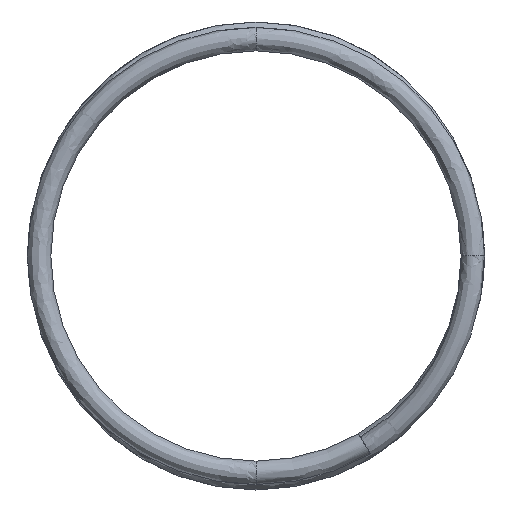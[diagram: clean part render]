
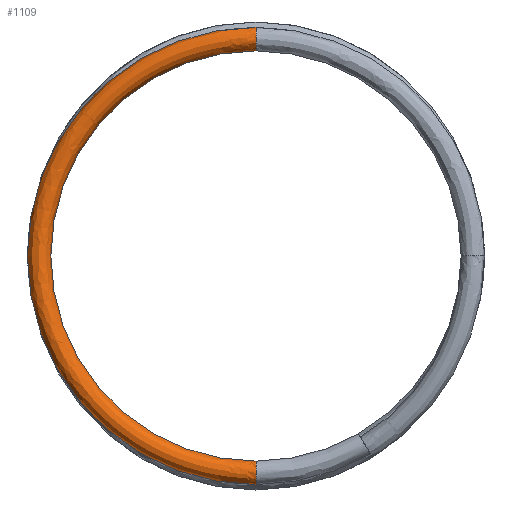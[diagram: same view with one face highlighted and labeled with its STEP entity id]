
A CAD part, front view. The second image highlights one B-rep face of the part: STEP entity #1109.
In plain terms, the highlighted free-form (B-spline) face has degree [3, 3] with [4, 4] control points.
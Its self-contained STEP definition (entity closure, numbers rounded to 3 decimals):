
#24 = CARTESIAN_POINT ( 'NONE',  ( 0., -0.6, -5.25 ) ) ;
#33 = ORIENTED_EDGE ( 'NONE', *, *, #652, .T. ) ;
#60 = CARTESIAN_POINT ( 'NONE',  ( 0., 0., -5.85 ) ) ;
#77 = DIRECTION ( 'NONE',  ( 0., 0., -1. ) ) ;
#157 = VERTEX_POINT ( 'NONE', #698 ) ;
#173 = VERTEX_POINT ( 'NONE', #785 ) ;
#222 = CARTESIAN_POINT ( 'NONE',  ( -10.5, -0.6, 5.25 ) ) ;
#281 = CARTESIAN_POINT ( 'NONE',  ( -11.7, 0., -5.85 ) ) ;
#464 = VERTEX_POINT ( 'NONE', #1689 ) ;
#517 = DIRECTION ( 'NONE',  ( 0., 0., -1. ) ) ;
#544 = ORIENTED_EDGE ( 'NONE', *, *, #1574, .F. ) ;
#652 = EDGE_CURVE ( 'NONE', #157, #788, #2803, .T. ) ;
#669 = CARTESIAN_POINT ( 'NONE',  ( 0., 0., -5.25 ) ) ;
#695 = EDGE_CURVE ( 'NONE', #788, #173, #1529, .T. ) ;
#698 = CARTESIAN_POINT ( 'NONE',  ( 0., 0., 5.25 ) ) ;
#779 = CARTESIAN_POINT ( 'NONE',  ( 0., -0.6, 5.25 ) ) ;
#785 = CARTESIAN_POINT ( 'NONE',  ( 0., 0., -5.85 ) ) ;
#788 = VERTEX_POINT ( 'NONE', #1596 ) ;
#899 = DIRECTION ( 'NONE',  ( 1., 0., 0. ) ) ;
#919 = CARTESIAN_POINT ( 'NONE',  ( -10.5, 0., 5.25 ) ) ;
#1109 = ADVANCED_FACE ( 'NONE', ( #2642 ), #1295, .T. ) ;
#1136 = CARTESIAN_POINT ( 'NONE',  ( -11.7, -0.6, -5.85 ) ) ;
#1144 = CARTESIAN_POINT ( 'NONE',  ( -11.7, -0.6, 5.85 ) ) ;
#1148 = CARTESIAN_POINT ( 'NONE',  ( 0., -0.6, 5.85 ) ) ;
#1176 = DIRECTION ( 'NONE',  ( 0., 0., -1. ) ) ;
#1200 = DIRECTION ( 'NONE',  ( 0., -1., 0. ) ) ;
#1203 = CARTESIAN_POINT ( 'NONE',  ( 0., 0., 0. ) ) ;
#1217 = AXIS2_PLACEMENT_3D ( 'NONE', #2400, #1344, #1569 ) ;
#1224 = ORIENTED_EDGE ( 'NONE', *, *, #1387, .F. ) ;
#1295 =( BOUNDED_SURFACE ( )  B_SPLINE_SURFACE ( 3, 3, ( 
 ( #2644, #919, #2734, #669 ),
 ( #779, #222, #1313, #24 ),
 ( #1148, #1144, #1136, #1350 ),
 ( #1354, #1347, #281, #60 ) ),
 .UNSPECIFIED., .F., .F., .F. ) 
 B_SPLINE_SURFACE_WITH_KNOTS ( ( 4, 4 ),
 ( 4, 4 ),
 ( 0., 1. ),
 ( 0., 1. ),
 .UNSPECIFIED. ) 
 GEOMETRIC_REPRESENTATION_ITEM ( )  RATIONAL_B_SPLINE_SURFACE ( (
 ( 1., 0.333, 0.333, 1.),
 ( 0.333, 0.111, 0.111, 0.333),
 ( 0.333, 0.111, 0.111, 0.333),
 ( 1., 0.333, 0.333, 1.) ) ) 
 REPRESENTATION_ITEM ( '' )  SURFACE ( )  );
#1312 = EDGE_LOOP ( 'NONE', ( #544, #33, #2576, #1224 ) ) ;
#1313 = CARTESIAN_POINT ( 'NONE',  ( -10.5, -0.6, -5.25 ) ) ;
#1344 = DIRECTION ( 'NONE',  ( -1., 0., 0. ) ) ;
#1347 = CARTESIAN_POINT ( 'NONE',  ( -11.7, 0., 5.85 ) ) ;
#1350 = CARTESIAN_POINT ( 'NONE',  ( 0., -0.6, -5.85 ) ) ;
#1354 = CARTESIAN_POINT ( 'NONE',  ( 0., 0., 5.85 ) ) ;
#1387 = EDGE_CURVE ( 'NONE', #464, #173, #1678, .T. ) ;
#1435 = AXIS2_PLACEMENT_3D ( 'NONE', #2796, #899, #77 ) ;
#1529 = CIRCLE ( 'NONE', #1807, 5.85 ) ;
#1569 = DIRECTION ( 'NONE',  ( 0., 0., 1. ) ) ;
#1574 = EDGE_CURVE ( 'NONE', #157, #464, #2082, .T. ) ;
#1596 = CARTESIAN_POINT ( 'NONE',  ( 0., 0., 5.85 ) ) ;
#1678 = CIRCLE ( 'NONE', #1435, 0.3 ) ;
#1689 = CARTESIAN_POINT ( 'NONE',  ( 0., 0., -5.25 ) ) ;
#1807 = AXIS2_PLACEMENT_3D ( 'NONE', #1961, #2425, #517 ) ;
#1961 = CARTESIAN_POINT ( 'NONE',  ( 0., 0., 0. ) ) ;
#2082 = CIRCLE ( 'NONE', #2249, 5.25 ) ;
#2249 = AXIS2_PLACEMENT_3D ( 'NONE', #1203, #1200, #1176 ) ;
#2400 = CARTESIAN_POINT ( 'NONE',  ( 0., 0., 5.55 ) ) ;
#2425 = DIRECTION ( 'NONE',  ( 0., -1., 0. ) ) ;
#2576 = ORIENTED_EDGE ( 'NONE', *, *, #695, .T. ) ;
#2642 = FACE_OUTER_BOUND ( 'NONE', #1312, .T. ) ;
#2644 = CARTESIAN_POINT ( 'NONE',  ( 0., 0., 5.25 ) ) ;
#2734 = CARTESIAN_POINT ( 'NONE',  ( -10.5, 0., -5.25 ) ) ;
#2796 = CARTESIAN_POINT ( 'NONE',  ( 0., 0., -5.55 ) ) ;
#2803 = CIRCLE ( 'NONE', #1217, 0.3 ) ;
